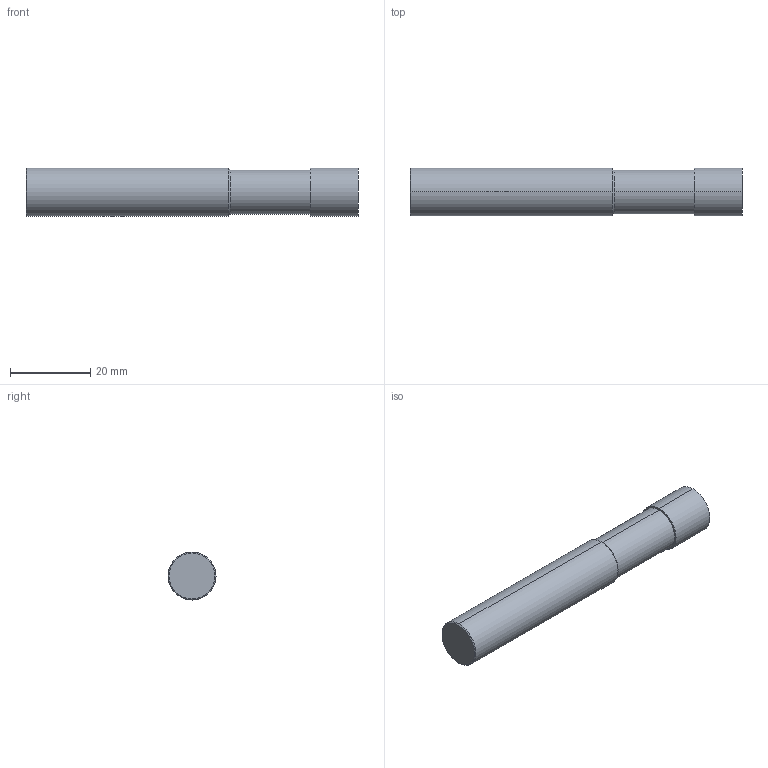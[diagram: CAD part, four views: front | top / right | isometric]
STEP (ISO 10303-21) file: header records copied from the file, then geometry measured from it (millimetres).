
FILE_DESCRIPTION((''),'2;1');
FILE_NAME('5098912115_ASM','2019-10-25T11:24:19',('endresb'),(''),'CREO PARAMETRIC BY PTC INC, 2018400','CREO PARAMETRIC BY PTC INC, 2018400','');
FILE_SCHEMA(('AUTOMOTIVE_DESIGN { 1 0 10303 214 1 1 1 1 }'));
Length unit declared in the file: millimetre
Products named in the file (3): 5098912115NC; 5098912115C; 5098912115_ASM
Assembly tree (2 placements, depth 2):
  5098912115_ASM
    5098912115NC
    5098912115C
Bounding box: 83 x 12 x 12 mm (x, y, z)
Volume: 9020.1 mm3; surface area: 3501.6 mm2
Topology: 2 solids, 2 shells, 14 faces, 26 edges, 17 vertices
Faces by surface type: cylinder 6, plane 4, cone 4
Entity records: 1514 total; most frequent: DIRECTION 148, PROPERTY_DEFINITION 127, REPRESENTATION 125, PROPERTY_DEFINITION_REPRESENTATION 125, CARTESIAN_POINT 106, DESCRIPTIVE_REPRESENTATION_ITEM 82, GENERAL_PROPERTY 79, GENERAL_PROPERTY_ASSOCIATION 79
